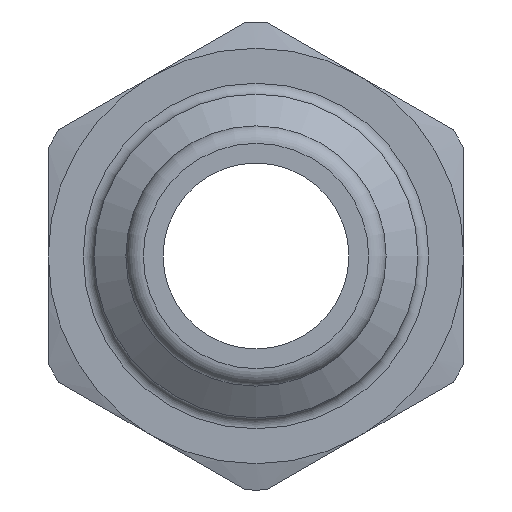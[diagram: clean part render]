
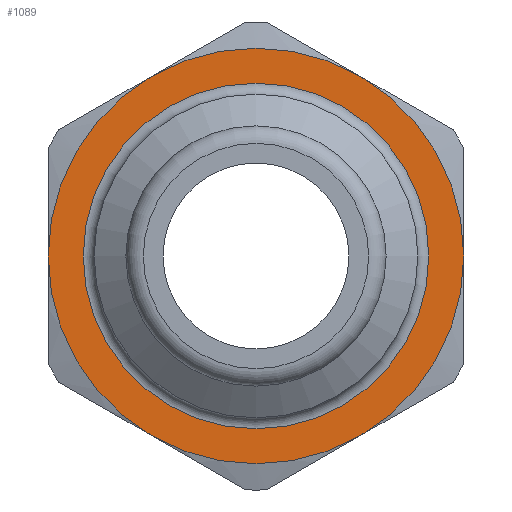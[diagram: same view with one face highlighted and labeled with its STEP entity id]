
A CAD part, left-side view. The second image highlights one B-rep face of the part: STEP entity #1089.
In plain terms, the highlighted planar face has unit normal (-1, 0, 0).
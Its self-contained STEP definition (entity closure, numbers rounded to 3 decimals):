
#146=CARTESIAN_POINT('',(22.0,-4.75,-8.227));
#147=VERTEX_POINT('',#146);
#230=CARTESIAN_POINT('',(22.0,4.75,-8.227));
#231=VERTEX_POINT('',#230);
#314=CARTESIAN_POINT('',(22.0,9.5,0.));
#315=VERTEX_POINT('',#314);
#398=CARTESIAN_POINT('',(22.0,4.75,8.227));
#399=VERTEX_POINT('',#398);
#482=CARTESIAN_POINT('',(22.0,-4.75,8.227));
#483=VERTEX_POINT('',#482);
#542=CARTESIAN_POINT('',(22.0,-9.5,0.0));
#543=VERTEX_POINT('',#542);
#544=CARTESIAN_POINT('',(22.0,0.,0.0));
#545=DIRECTION('',(-1.0,0.0,0.0));
#546=DIRECTION('',(0.0,-1.0,0.0));
#547=AXIS2_PLACEMENT_3D('',#544,#545,#546);
#548=CIRCLE('',#547,9.5);
#549=EDGE_CURVE('',#543,#483,#548,.T.);
#582=CARTESIAN_POINT('',(22.0,0.,0.0));
#583=DIRECTION('',(-1.0,0.0,0.0));
#584=DIRECTION('',(0.0,-1.0,0.0));
#585=AXIS2_PLACEMENT_3D('',#582,#583,#584);
#586=CIRCLE('',#585,9.5);
#587=EDGE_CURVE('',#483,#399,#586,.T.);
#606=CARTESIAN_POINT('',(22.0,0.,0.0));
#607=DIRECTION('',(-1.0,0.0,0.0));
#608=DIRECTION('',(0.0,-1.0,0.0));
#609=AXIS2_PLACEMENT_3D('',#606,#607,#608);
#610=CIRCLE('',#609,9.5);
#611=EDGE_CURVE('',#399,#315,#610,.T.);
#630=CARTESIAN_POINT('',(22.0,0.,0.0));
#631=DIRECTION('',(-1.0,0.0,0.0));
#632=DIRECTION('',(0.0,-1.0,0.0));
#633=AXIS2_PLACEMENT_3D('',#630,#631,#632);
#634=CIRCLE('',#633,9.5);
#635=EDGE_CURVE('',#315,#231,#634,.T.);
#676=CARTESIAN_POINT('',(22.0,0.,0.0));
#677=DIRECTION('',(-1.0,0.0,0.0));
#678=DIRECTION('',(0.0,-1.0,0.0));
#679=AXIS2_PLACEMENT_3D('',#676,#677,#678);
#680=CIRCLE('',#679,9.5);
#681=EDGE_CURVE('',#147,#543,#680,.T.);
#692=CARTESIAN_POINT('',(22.0,0.,0.0));
#693=DIRECTION('',(-1.0,0.0,0.0));
#694=DIRECTION('',(0.0,-1.0,0.0));
#695=AXIS2_PLACEMENT_3D('',#692,#693,#694);
#696=CIRCLE('',#695,9.5);
#697=EDGE_CURVE('',#231,#147,#696,.T.);
#1065=CARTESIAN_POINT('',(22.0,-8.7,0.0));
#1066=DIRECTION('',(-1.0,0.0,0.0));
#1067=DIRECTION('',(0.0,0.0,1.0));
#1068=AXIS2_PLACEMENT_3D('',#1065,#1066,#1067);
#1069=PLANE('',#1068);
#1070=ORIENTED_EDGE('',*,*,#549,.T.);
#1071=ORIENTED_EDGE('',*,*,#587,.T.);
#1072=ORIENTED_EDGE('',*,*,#611,.T.);
#1073=ORIENTED_EDGE('',*,*,#635,.T.);
#1074=ORIENTED_EDGE('',*,*,#697,.T.);
#1075=ORIENTED_EDGE('',*,*,#681,.T.);
#1076=EDGE_LOOP('',(#1070,#1071,#1072,#1073,#1074,#1075));
#1077=FACE_OUTER_BOUND('',#1076,.T.);
#1078=CARTESIAN_POINT('',(22.0,-7.9,0.0));
#1079=VERTEX_POINT('',#1078);
#1080=CARTESIAN_POINT('',(22.0,0.,0.0));
#1081=DIRECTION('',(-1.0,0.0,0.0));
#1082=DIRECTION('',(0.0,-1.0,0.0));
#1083=AXIS2_PLACEMENT_3D('',#1080,#1081,#1082);
#1084=CIRCLE('',#1083,7.9);
#1085=EDGE_CURVE('',#1079,#1079,#1084,.T.);
#1086=ORIENTED_EDGE('',*,*,#1085,.F.);
#1087=EDGE_LOOP('',(#1086));
#1088=FACE_BOUND('',#1087,.T.);
#1089=ADVANCED_FACE('',(#1077,#1088),#1069,.T.);
